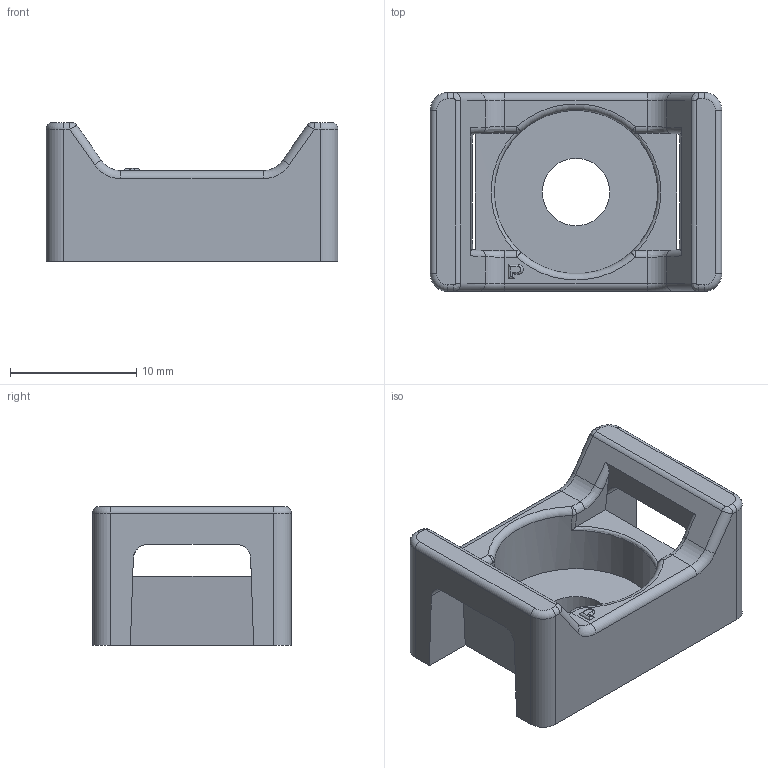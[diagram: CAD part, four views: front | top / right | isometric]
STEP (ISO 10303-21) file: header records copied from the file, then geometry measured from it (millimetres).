
FILE_DESCRIPTION(/* description */ (''),/* implementation_level */ '2;1');
FILE_NAME(/* name */ 'PANDUIT_SGTM3S10',/* time_stamp */ '2011-09-02T09:33:38-05:00',/* author */ (''),/* organization */ (''),/* preprocessor_version */ 'ST-DEVELOPER v9',/* originating_system */ 'UGS - NX 3.0',/* authorisation */ '');
FILE_SCHEMA (('CONFIG_CONTROL_DESIGN'));
Length unit declared in the file: inch
Products named in the file (1): bwg7524wfzz
Bounding box: 23.11 x 15.75 x 11 mm (x, y, z)
Volume: 1576.6 mm3; surface area: 1721.2 mm2
Topology: 1 solids, 1 shells, 99 faces, 256 edges, 152 vertices
Faces by surface type: cylinder 41, plane 29, torus 13, bspline 12, sphere 4
Full cylindrical faces by diameter (mm): 5.334 x1, 12.954 x1
Entity records: 3190 total; most frequent: CARTESIAN_POINT 692, DIRECTION 536, ORIENTED_EDGE 498, EDGE_CURVE 249, AXIS2_PLACEMENT_3D 207, VERTEX_POINT 151, LINE 122, VECTOR 122
